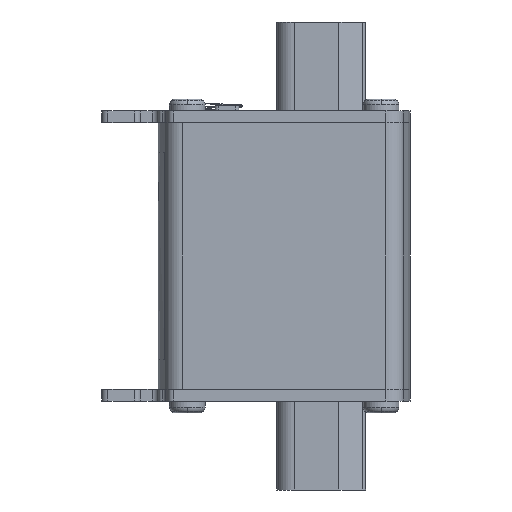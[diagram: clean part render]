
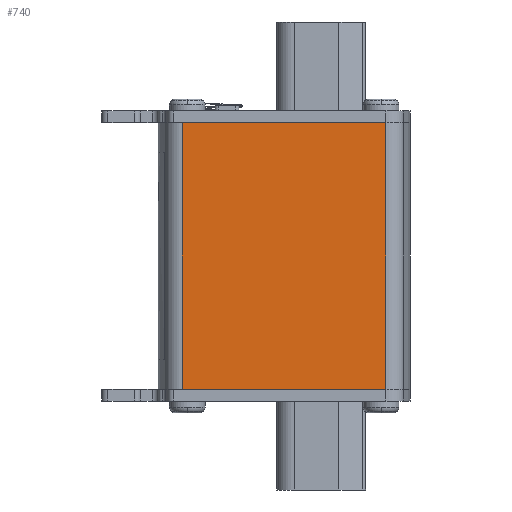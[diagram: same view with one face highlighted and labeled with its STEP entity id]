
A CAD part, left-side view. The second image highlights one B-rep face of the part: STEP entity #740.
In plain terms, the highlighted planar face has unit normal (-1, 0, 0).
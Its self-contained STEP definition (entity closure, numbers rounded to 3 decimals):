
#164=DIRECTION('',(0.,1.,0.));
#165=VECTOR('',#164,34.375);
#166=CARTESIAN_POINT('',(0.,4.063,-45.));
#167=LINE('',#166,#165);
#306=DIRECTION('',(0.,0.,-1.));
#307=VECTOR('',#306,45.);
#308=CARTESIAN_POINT('',(0.,4.063,0.));
#309=LINE('',#308,#307);
#313=DIRECTION('',(0.,1.,0.));
#314=VECTOR('',#313,34.375);
#315=CARTESIAN_POINT('',(0.,4.063,0.));
#316=LINE('',#315,#314);
#320=DIRECTION('',(0.,0.,1.));
#321=VECTOR('',#320,45.);
#322=CARTESIAN_POINT('',(0.,38.437,-45.));
#323=LINE('',#322,#321);
#530=CARTESIAN_POINT('',(0.,4.063,-45.));
#531=VERTEX_POINT('',#530);
#532=CARTESIAN_POINT('',(0.,38.437,-45.));
#533=VERTEX_POINT('',#532);
#536=CARTESIAN_POINT('',(0.,4.063,0.));
#537=VERTEX_POINT('',#536);
#538=CARTESIAN_POINT('',(0.,38.437,0.));
#539=VERTEX_POINT('',#538);
#728=CARTESIAN_POINT('',(0.,42.5,0.));
#729=DIRECTION('',(-1.,0.,0.));
#730=DIRECTION('',(0.,0.,1.));
#731=AXIS2_PLACEMENT_3D('',#728,#729,#730);
#732=PLANE('',#731);
#733=ORIENTED_EDGE('',*,*,#721,.T.);
#734=ORIENTED_EDGE('',*,*,#598,.T.);
#736=ORIENTED_EDGE('',*,*,#735,.T.);
#737=ORIENTED_EDGE('',*,*,#656,.F.);
#738=EDGE_LOOP('',(#733,#734,#736,#737));
#739=FACE_OUTER_BOUND('',#738,.F.);
#598=EDGE_CURVE('',#531,#533,#167,.T.);
#656=EDGE_CURVE('',#537,#539,#316,.T.);
#721=EDGE_CURVE('',#537,#531,#309,.T.);
#735=EDGE_CURVE('',#533,#539,#323,.T.);
#740=ADVANCED_FACE('',(#739),#732,.T.);
